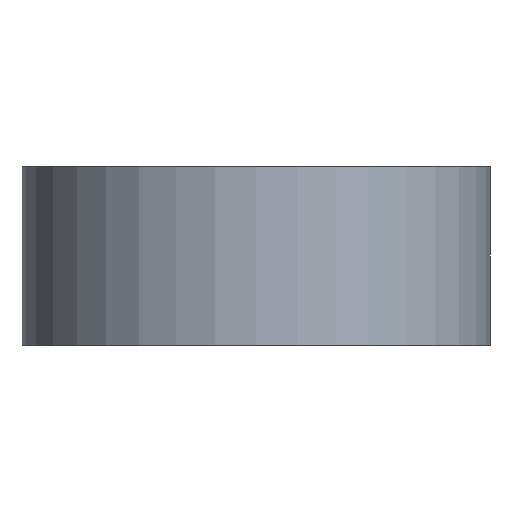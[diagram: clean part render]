
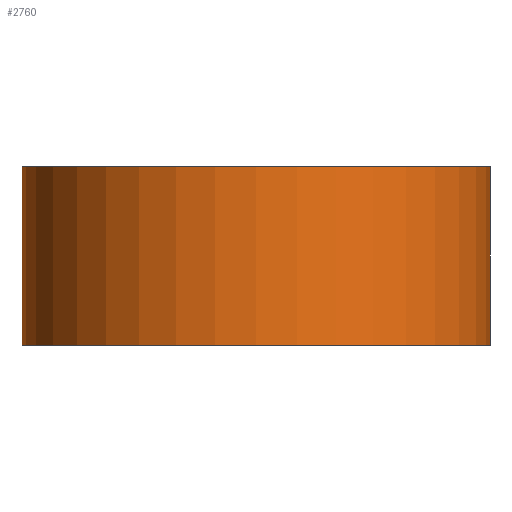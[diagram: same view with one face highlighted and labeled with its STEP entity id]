
A CAD part, left-side view. The second image highlights one B-rep face of the part: STEP entity #2760.
In plain terms, the highlighted cylindrical face has radius 31.525 mm (diameter 63.049 mm), a partial arc.
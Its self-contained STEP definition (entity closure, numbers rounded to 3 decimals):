
#239=CIRCLE('',#2969,31.525);
#250=CIRCLE('',#2988,31.525);
#419=FACE_OUTER_BOUND('',#617,.T.);
#617=EDGE_LOOP('',(#2506,#2507,#2508,#2509));
#903=LINE('',#8118,#1043);
#904=LINE('',#8120,#1044);
#1043=VECTOR('',#3623,10.);
#1044=VECTOR('',#3626,10.);
#1276=VERTEX_POINT('',#8009);
#1277=VERTEX_POINT('',#8010);
#1294=VERTEX_POINT('',#8059);
#1295=VERTEX_POINT('',#8061);
#1656=EDGE_CURVE('',#1276,#1277,#239,.T.);
#1681=EDGE_CURVE('',#1294,#1295,#250,.T.);
#1709=EDGE_CURVE('',#1294,#1277,#903,.T.);
#1710=EDGE_CURVE('',#1295,#1276,#904,.T.);
#2506=ORIENTED_EDGE('',*,*,#1681,.F.);
#2507=ORIENTED_EDGE('',*,*,#1709,.T.);
#2508=ORIENTED_EDGE('',*,*,#1656,.F.);
#2509=ORIENTED_EDGE('',*,*,#1710,.F.);
#2597=CYLINDRICAL_SURFACE('',#3013,31.525);
#2760=ADVANCED_FACE('',(#419),#2597,.T.);
#2969=AXIS2_PLACEMENT_3D('',#8011,#3502,#3503);
#2988=AXIS2_PLACEMENT_3D('',#8062,#3554,#3555);
#3013=AXIS2_PLACEMENT_3D('',#8119,#3624,#3625);
#3502=DIRECTION('center_axis',(0.,0.,1.));
#3503=DIRECTION('ref_axis',(0.,1.,0.));
#3554=DIRECTION('center_axis',(0.,0.,-1.));
#3555=DIRECTION('ref_axis',(0.,-1.,0.));
#3623=DIRECTION('',(0.,0.,1.));
#3624=DIRECTION('center_axis',(0.,0.,1.));
#3625=DIRECTION('ref_axis',(0.,-1.,0.));
#3626=DIRECTION('',(0.,0.,1.));
#8009=CARTESIAN_POINT('',(0.,31.525,34.25));
#8010=CARTESIAN_POINT('',(0.,-31.525,34.25));
#8011=CARTESIAN_POINT('Origin',(0.,0.,34.25));
#8059=CARTESIAN_POINT('',(0.,-31.525,10.25));
#8061=CARTESIAN_POINT('',(0.,31.525,10.25));
#8062=CARTESIAN_POINT('Origin',(0.,0.,10.25));
#8118=CARTESIAN_POINT('',(0.,-31.525,10.25));
#8119=CARTESIAN_POINT('Origin',(0.,0.,10.25));
#8120=CARTESIAN_POINT('',(0.,31.525,10.25));
